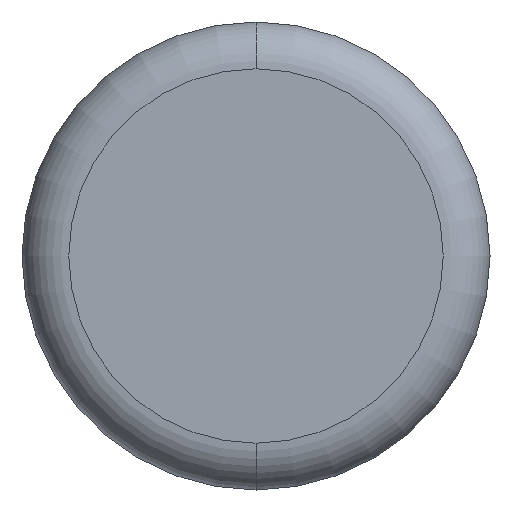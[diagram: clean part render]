
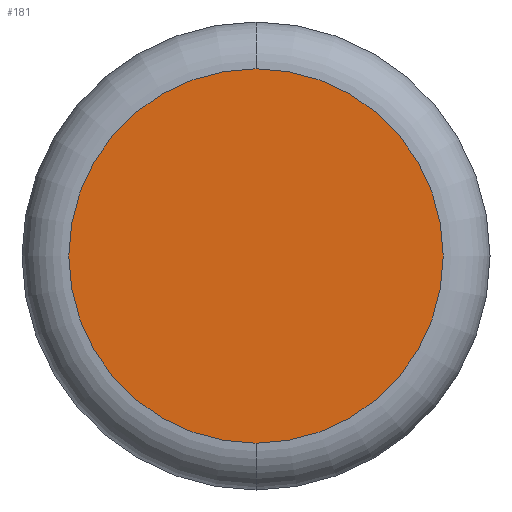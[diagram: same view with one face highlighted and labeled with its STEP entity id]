
A CAD part, front view. The second image highlights one B-rep face of the part: STEP entity #181.
In plain terms, the highlighted planar face has unit normal (0, -1, 0).
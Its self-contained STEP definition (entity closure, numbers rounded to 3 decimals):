
#7 = CIRCLE ( 'NONE', #128, 2. ) ;
#10 = AXIS2_PLACEMENT_3D ( 'NONE', #191, #120, #139 ) ;
#22 = DIRECTION ( 'NONE',  ( 0., -1., 0. ) ) ;
#43 = CARTESIAN_POINT ( 'NONE',  ( 0., 0., 0. ) ) ;
#47 = PLANE ( 'NONE',  #69 ) ;
#59 = CARTESIAN_POINT ( 'NONE',  ( 0., 0., 2. ) ) ;
#67 = EDGE_CURVE ( 'NONE', #185, #88, #7, .T. ) ;
#69 = AXIS2_PLACEMENT_3D ( 'NONE', #43, #172, #152 ) ;
#82 = CIRCLE ( 'NONE', #10, 2. ) ;
#83 = ORIENTED_EDGE ( 'NONE', *, *, #132, .T. ) ;
#88 = VERTEX_POINT ( 'NONE', #59 ) ;
#90 = CARTESIAN_POINT ( 'NONE',  ( 0., 0., 0. ) ) ;
#115 = EDGE_LOOP ( 'NONE', ( #83, #198 ) ) ;
#120 = DIRECTION ( 'NONE',  ( 0., -1., 0. ) ) ;
#128 = AXIS2_PLACEMENT_3D ( 'NONE', #90, #22, #202 ) ;
#132 = EDGE_CURVE ( 'NONE', #88, #185, #82, .T. ) ;
#134 = FACE_OUTER_BOUND ( 'NONE', #115, .T. ) ;
#137 = CARTESIAN_POINT ( 'NONE',  ( 0., 0., -2. ) ) ;
#139 = DIRECTION ( 'NONE',  ( 0., 0., 1. ) ) ;
#152 = DIRECTION ( 'NONE',  ( 0., 0., 1. ) ) ;
#172 = DIRECTION ( 'NONE',  ( 0., 1., 0. ) ) ;
#181 = ADVANCED_FACE ( 'NONE', ( #134 ), #47, .F. ) ;
#185 = VERTEX_POINT ( 'NONE', #137 ) ;
#191 = CARTESIAN_POINT ( 'NONE',  ( 0., 0., 0. ) ) ;
#198 = ORIENTED_EDGE ( 'NONE', *, *, #67, .T. ) ;
#202 = DIRECTION ( 'NONE',  ( 0., 0., 1. ) ) ;
